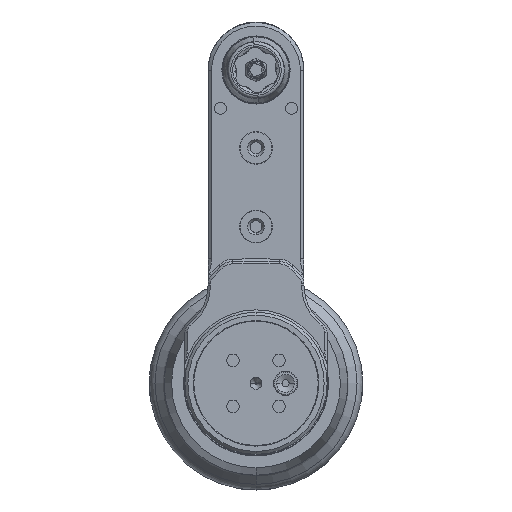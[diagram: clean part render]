
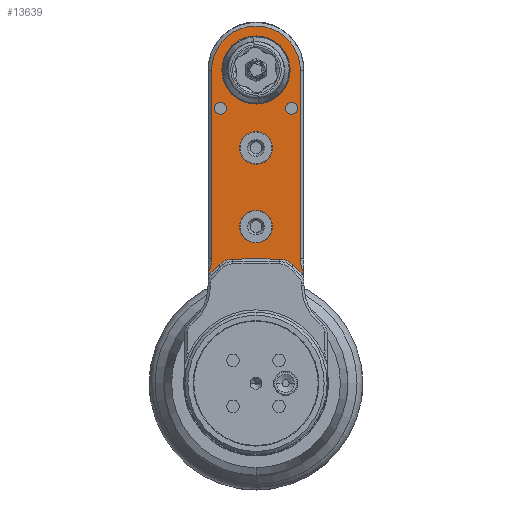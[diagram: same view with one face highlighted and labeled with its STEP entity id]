
A CAD part, front view. The second image highlights one B-rep face of the part: STEP entity #13639.
In plain terms, the highlighted planar face has unit normal (0, -1, 0).
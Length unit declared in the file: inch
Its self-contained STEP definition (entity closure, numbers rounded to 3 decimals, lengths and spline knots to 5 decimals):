
#253=CARTESIAN_POINT('',(-0.3189,-0.27559,
-1.35445));
#341=CARTESIAN_POINT('',(0.3189,-0.27559,
-1.35445));
#918=DIRECTION('',(0.,0.,-1.));
#919=VECTOR('',#918,0.01492);
#920=CARTESIAN_POINT('',(0.3189,-0.27559,
-1.35445));
#921=LINE('',#920,#919);
#922=CARTESIAN_POINT('',(0.24016,-0.27559,
-1.42159));
#923=DIRECTION('',(0.,1.,0.));
#924=DIRECTION('',(0.707,0.,0.707));
#925=AXIS2_PLACEMENT_3D('',#922,#923,#924);
#927=DIRECTION('',(0.707,0.,-0.707));
#928=VECTOR('',#927,0.08335);
#929=CARTESIAN_POINT('',(0.24803,-0.27559,
-1.29584));
#930=LINE('',#929,#928);
#931=CARTESIAN_POINT('',(0.15338,-0.27559,
-1.39049));
#932=DIRECTION('',(0.,1.,0.));
#933=DIRECTION('',(0.02,0.,1.));
#934=AXIS2_PLACEMENT_3D('',#931,#932,#933);
#936=CARTESIAN_POINT('',(0.,-0.27559,-9.14488));
#937=DIRECTION('',(0.,1.,0.));
#938=DIRECTION('',(-0.02,0.,1.));
#939=AXIS2_PLACEMENT_3D('',#936,#937,#938);
#941=CARTESIAN_POINT('',(-0.15338,-0.27559,
-1.39049));
#942=DIRECTION('',(0.,1.,0.));
#943=DIRECTION('',(-0.707,0.,0.707));
#944=AXIS2_PLACEMENT_3D('',#941,#942,#943);
#946=DIRECTION('',(0.707,0.,0.707));
#947=VECTOR('',#946,0.08335);
#948=CARTESIAN_POINT('',(-0.30697,-0.27559,
-1.35478));
#949=LINE('',#948,#947);
#950=CARTESIAN_POINT('',(-0.24016,-0.27559,
-1.42159));
#951=DIRECTION('',(0.,1.,0.));
#952=DIRECTION('',(-0.833,0.,0.553));
#953=AXIS2_PLACEMENT_3D('',#950,#951,#952);
#955=DIRECTION('',(0.,0.,1.));
#956=VECTOR('',#955,0.01492);
#957=CARTESIAN_POINT('',(-0.3189,-0.27559,
-1.36936));
#958=LINE('',#957,#956);
#959=CARTESIAN_POINT('',(-0.51575,-0.27559,
-1.25516));
#960=DIRECTION('',(0.,-1.,0.));
#961=DIRECTION('',(0.893,0.,-0.45));
#962=AXIS2_PLACEMENT_3D('',#959,#960,#961);
#964=DIRECTION('',(0.,0.,1.));
#965=VECTOR('',#964,1.25201);
#966=CARTESIAN_POINT('',(-0.29528,-0.27559,
-1.25516));
#967=LINE('',#966,#965);
#968=CARTESIAN_POINT('',(0.,-0.27559,-0.00315));
#969=DIRECTION('',(0.,1.,0.));
#970=DIRECTION('',(-1.,0.,0.));
#971=AXIS2_PLACEMENT_3D('',#968,#969,#970);
#973=DIRECTION('',(0.,0.,-1.));
#974=VECTOR('',#973,1.25201);
#975=CARTESIAN_POINT('',(0.29528,-0.27559,
-0.00315));
#976=LINE('',#975,#974);
#977=CARTESIAN_POINT('',(0.51575,-0.27559,
-1.25516));
#978=DIRECTION('',(0.,-1.,0.));
#979=DIRECTION('',(-1.,0.,0.));
#980=AXIS2_PLACEMENT_3D('',#977,#978,#979);
#982=CARTESIAN_POINT('',(-0.23622,-0.27559,
-0.25512));
#983=DIRECTION('',(0.,1.,0.));
#984=DIRECTION('',(0.,0.,-1.));
#985=AXIS2_PLACEMENT_3D('',#982,#983,#984);
#987=CARTESIAN_POINT('',(-0.23622,-0.27559,
-0.25512));
#988=DIRECTION('',(0.,1.,0.));
#989=DIRECTION('',(0.,0.,1.));
#990=AXIS2_PLACEMENT_3D('',#987,#988,#989);
#992=CARTESIAN_POINT('',(0.23622,-0.27559,
-0.25512));
#993=DIRECTION('',(0.,1.,0.));
#994=DIRECTION('',(0.,0.,-1.));
#995=AXIS2_PLACEMENT_3D('',#992,#993,#994);
#997=CARTESIAN_POINT('',(0.23622,-0.27559,
-0.25512));
#998=DIRECTION('',(0.,1.,0.));
#999=DIRECTION('',(0.,0.,1.));
#1000=AXIS2_PLACEMENT_3D('',#997,#998,#999);
#1002=CARTESIAN_POINT('',(0.,-0.27559,-1.04094));
#1003=DIRECTION('',(0.,-1.,0.));
#1004=DIRECTION('',(0.,0.,1.));
#1005=AXIS2_PLACEMENT_3D('',#1002,#1003,#1004);
#1007=CARTESIAN_POINT('',(0.,-0.27559,-1.04094));
#1008=DIRECTION('',(0.,-1.,0.));
#1009=DIRECTION('',(0.,0.,-1.));
#1010=AXIS2_PLACEMENT_3D('',#1007,#1008,#1009);
#1012=CARTESIAN_POINT('',(0.,-0.27559,-0.51772));
#1013=DIRECTION('',(0.,-1.,0.));
#1014=DIRECTION('',(0.,0.,1.));
#1015=AXIS2_PLACEMENT_3D('',#1012,#1013,#1014);
#1017=CARTESIAN_POINT('',(0.,-0.27559,-0.51772));
#1018=DIRECTION('',(0.,-1.,0.));
#1019=DIRECTION('',(0.,0.,-1.));
#1020=AXIS2_PLACEMENT_3D('',#1017,#1018,#1019);
#1022=CARTESIAN_POINT('',(0.,-0.27559,0.));
#1023=DIRECTION('',(0.,-1.,0.));
#1024=DIRECTION('',(0.,0.,1.));
#1025=AXIS2_PLACEMENT_3D('',#1022,#1023,#1024);
#1027=CARTESIAN_POINT('',(0.,-0.27559,0.));
#1028=DIRECTION('',(0.,-1.,0.));
#1029=DIRECTION('',(0.,0.,-1.));
#1030=AXIS2_PLACEMENT_3D('',#1027,#1028,#1029);
#10565=CARTESIAN_POINT('',(-0.23622,-0.27559,
-0.29449));
#10566=CARTESIAN_POINT('',(-0.23622,-0.27559,
-0.21575));
#10567=VERTEX_POINT('',#10565);
#10568=VERTEX_POINT('',#10566);
#10569=CARTESIAN_POINT('',(0.23622,-0.27559,
-0.29449));
#10570=CARTESIAN_POINT('',(0.23622,-0.27559,
-0.21575));
#10571=VERTEX_POINT('',#10569);
#10572=VERTEX_POINT('',#10570);
#10573=CARTESIAN_POINT('',(0.,-0.27559,-0.93268));
#10574=CARTESIAN_POINT('',(0.,-0.27559,-1.14921));
#10575=VERTEX_POINT('',#10573);
#10576=VERTEX_POINT('',#10574);
#10577=CARTESIAN_POINT('',(0.,-0.27559,-0.40945));
#10578=CARTESIAN_POINT('',(0.,-0.27559,-0.62598));
#10579=VERTEX_POINT('',#10577);
#10580=VERTEX_POINT('',#10578);
#10581=CARTESIAN_POINT('',(0.,-0.27559,0.22638));
#10582=CARTESIAN_POINT('',(0.,-0.27559,-0.22638));
#10583=VERTEX_POINT('',#10581);
#10584=VERTEX_POINT('',#10582);
#10589=CARTESIAN_POINT('',(0.30697,-0.27559,
-1.35478));
#10590=CARTESIAN_POINT('',(0.3189,-0.27559,
-1.36936));
#10591=VERTEX_POINT('',#10589);
#10592=VERTEX_POINT('',#10590);
#10595=CARTESIAN_POINT('',(0.24803,-0.27559,
-1.29584));
#10596=VERTEX_POINT('',#10595);
#10599=CARTESIAN_POINT('',(0.15603,-0.27559,
-1.25666));
#10600=VERTEX_POINT('',#10599);
#10603=CARTESIAN_POINT('',(-0.15603,-0.27559,
-1.25666));
#10604=VERTEX_POINT('',#10603);
#10607=CARTESIAN_POINT('',(-0.24803,-0.27559,
-1.29584));
#10608=VERTEX_POINT('',#10607);
#10611=CARTESIAN_POINT('',(-0.30697,-0.27559,
-1.35478));
#10612=VERTEX_POINT('',#10611);
#10613=CARTESIAN_POINT('',(-0.3189,-0.27559,
-1.36936));
#10614=VERTEX_POINT('',#10613);
#10691=VERTEX_POINT('',#253);
#10694=VERTEX_POINT('',#341);
#10699=CARTESIAN_POINT('',(-0.29528,-0.27559,
-1.25516));
#10700=VERTEX_POINT('',#10699);
#10701=CARTESIAN_POINT('',(-0.29528,-0.27559,
-0.00315));
#10702=VERTEX_POINT('',#10701);
#10703=CARTESIAN_POINT('',(0.29528,-0.27559,
-0.00315));
#10704=VERTEX_POINT('',#10703);
#10705=CARTESIAN_POINT('',(0.29528,-0.27559,
-1.25516));
#10706=VERTEX_POINT('',#10705);
#13577=CARTESIAN_POINT('',(0.,-0.27559,-2.08189));
#13578=DIRECTION('',(0.,1.,0.));
#13579=DIRECTION('',(0.,0.,1.));
#13580=AXIS2_PLACEMENT_3D('',#13577,#13578,#13579);
#13581=PLANE('',#13580);
#13582=ORIENTED_EDGE('',*,*,#12416,.T.);
#13584=ORIENTED_EDGE('',*,*,#13583,.F.);
#13586=ORIENTED_EDGE('',*,*,#13585,.F.);
#13588=ORIENTED_EDGE('',*,*,#13587,.F.);
#13590=ORIENTED_EDGE('',*,*,#13589,.F.);
#13592=ORIENTED_EDGE('',*,*,#13591,.F.);
#13594=ORIENTED_EDGE('',*,*,#13593,.F.);
#13595=ORIENTED_EDGE('',*,*,#13561,.F.);
#13596=ORIENTED_EDGE('',*,*,#12350,.T.);
#13598=ORIENTED_EDGE('',*,*,#13597,.T.);
#13600=ORIENTED_EDGE('',*,*,#13599,.T.);
#13602=ORIENTED_EDGE('',*,*,#13601,.T.);
#13604=ORIENTED_EDGE('',*,*,#13603,.T.);
#13606=ORIENTED_EDGE('',*,*,#13605,.T.);
#13607=EDGE_LOOP('',(#13582,#13584,#13586,#13588,#13590,#13592,#13594,#13595,
#13596,#13598,#13600,#13602,#13604,#13606));
#13608=FACE_OUTER_BOUND('',#13607,.F.);
#13610=ORIENTED_EDGE('',*,*,#13609,.F.);
#13612=ORIENTED_EDGE('',*,*,#13611,.F.);
#13613=EDGE_LOOP('',(#13610,#13612));
#13614=FACE_BOUND('',#13613,.F.);
#13616=ORIENTED_EDGE('',*,*,#13615,.F.);
#13618=ORIENTED_EDGE('',*,*,#13617,.F.);
#13619=EDGE_LOOP('',(#13616,#13618));
#13620=FACE_BOUND('',#13619,.F.);
#13622=ORIENTED_EDGE('',*,*,#13621,.T.);
#13624=ORIENTED_EDGE('',*,*,#13623,.T.);
#13625=EDGE_LOOP('',(#13622,#13624));
#13626=FACE_BOUND('',#13625,.F.);
#13628=ORIENTED_EDGE('',*,*,#13627,.T.);
#13630=ORIENTED_EDGE('',*,*,#13629,.T.);
#13631=EDGE_LOOP('',(#13628,#13630));
#13632=FACE_BOUND('',#13631,.F.);
#13634=ORIENTED_EDGE('',*,*,#13633,.T.);
#13636=ORIENTED_EDGE('',*,*,#13635,.T.);
#13637=EDGE_LOOP('',(#13634,#13636));
#13638=FACE_BOUND('',#13637,.F.);
#926=CIRCLE('',#925,0.09449);
#935=CIRCLE('',#934,0.13386);
#940=CIRCLE('',#939,7.88976);
#945=CIRCLE('',#944,0.13386);
#954=CIRCLE('',#953,0.09449);
#963=CIRCLE('',#962,0.22047);
#972=CIRCLE('',#971,0.29528);
#981=CIRCLE('',#980,0.22047);
#986=CIRCLE('',#985,0.03937);
#991=CIRCLE('',#990,0.03937);
#996=CIRCLE('',#995,0.03937);
#1001=CIRCLE('',#1000,0.03937);
#1006=CIRCLE('',#1005,0.10827);
#1011=CIRCLE('',#1010,0.10827);
#1016=CIRCLE('',#1015,0.10827);
#1021=CIRCLE('',#1020,0.10827);
#1026=CIRCLE('',#1025,0.22638);
#1031=CIRCLE('',#1030,0.22638);
#12350=EDGE_CURVE('',#10614,#10691,#958,.T.);
#12416=EDGE_CURVE('',#10694,#10592,#921,.T.);
#13561=EDGE_CURVE('',#10614,#10612,#954,.T.);
#13583=EDGE_CURVE('',#10591,#10592,#926,.T.);
#13585=EDGE_CURVE('',#10596,#10591,#930,.T.);
#13587=EDGE_CURVE('',#10600,#10596,#935,.T.);
#13589=EDGE_CURVE('',#10604,#10600,#940,.T.);
#13591=EDGE_CURVE('',#10608,#10604,#945,.T.);
#13593=EDGE_CURVE('',#10612,#10608,#949,.T.);
#13597=EDGE_CURVE('',#10691,#10700,#963,.T.);
#13599=EDGE_CURVE('',#10700,#10702,#967,.T.);
#13601=EDGE_CURVE('',#10702,#10704,#972,.T.);
#13603=EDGE_CURVE('',#10704,#10706,#976,.T.);
#13605=EDGE_CURVE('',#10706,#10694,#981,.T.);
#13609=EDGE_CURVE('',#10567,#10568,#986,.T.);
#13611=EDGE_CURVE('',#10568,#10567,#991,.T.);
#13615=EDGE_CURVE('',#10571,#10572,#996,.T.);
#13617=EDGE_CURVE('',#10572,#10571,#1001,.T.);
#13621=EDGE_CURVE('',#10575,#10576,#1006,.T.);
#13623=EDGE_CURVE('',#10576,#10575,#1011,.T.);
#13627=EDGE_CURVE('',#10579,#10580,#1016,.T.);
#13629=EDGE_CURVE('',#10580,#10579,#1021,.T.);
#13633=EDGE_CURVE('',#10583,#10584,#1026,.T.);
#13635=EDGE_CURVE('',#10584,#10583,#1031,.T.);
#13639=ADVANCED_FACE('',(#13608,#13614,#13620,#13626,#13632,#13638),#13581,.F.);
